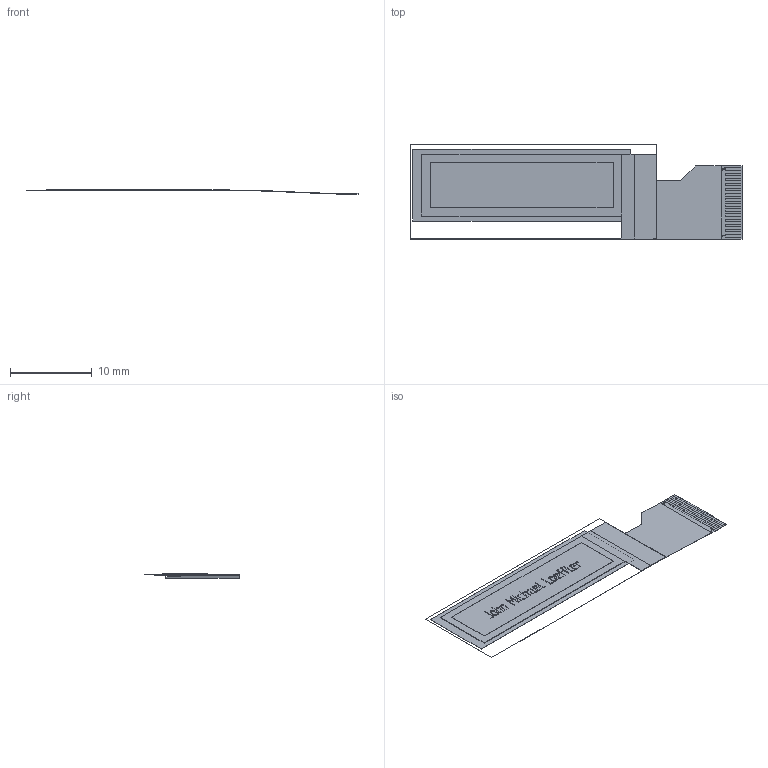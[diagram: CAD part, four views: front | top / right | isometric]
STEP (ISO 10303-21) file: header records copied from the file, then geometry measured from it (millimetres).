
FILE_DESCRIPTION(/* description */ ('Unknown'),/* implementation_level */ '2;1');
FILE_NAME(/* name */ '0.91in OLED - Flat - Without Glass',/* time_stamp */ '2018-11-06T16:59:25-05:00',/* author */ ('Unknown'),/* organization */ ('Unknown'),/* preprocessor_version */ 'ST-DEVELOPER v16.7',/* originating_system */ 'DEX',/* authorisation */ $);
FILE_SCHEMA (('AUTOMOTIVE_DESIGN {1 0 10303 214 3 1 1}'));
Length unit declared in the file: millimetre
Products named in the file (1): 0.91in OLED - Flat - Without Glass
Bounding box: 40.61 x 11.51 x 0.51 mm (x, y, z)
Volume: 29.5 mm3; surface area: 754 mm2
Topology: 1 solids, 21 shells, 296 faces, 760 edges, 509 vertices
Faces by surface type: plane 257, bspline 39
Entity records: 12351 total; most frequent: CARTESIAN_POINT 3790, ORIENTED_EDGE 1512, DIRECTION 957, EDGE_CURVE 756, VERTEX_POINT 509, LINE 441, VECTOR 441, EDGE_LOOP 317
